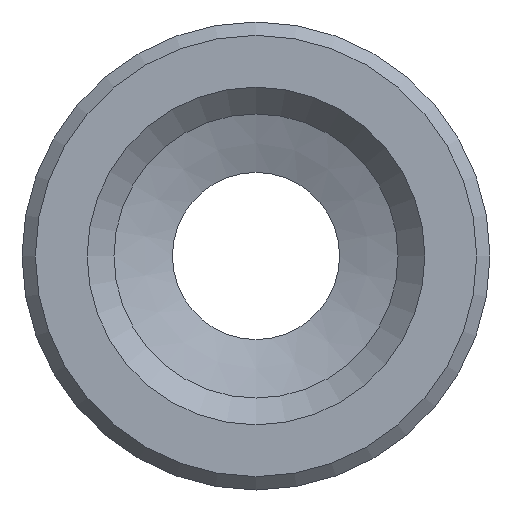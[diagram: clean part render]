
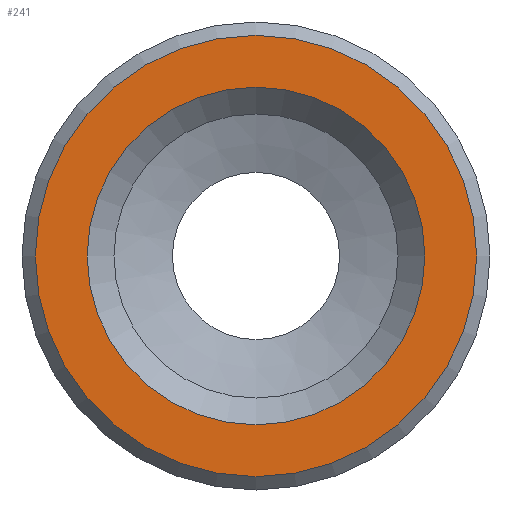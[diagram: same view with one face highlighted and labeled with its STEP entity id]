
A CAD part, front view. The second image highlights one B-rep face of the part: STEP entity #241.
In plain terms, the highlighted planar face has unit normal (0, -1, 0).
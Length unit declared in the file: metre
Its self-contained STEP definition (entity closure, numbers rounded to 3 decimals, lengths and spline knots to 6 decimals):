
#241 = ADVANCED_FACE( 'NONE', ( #585, #586 ), #587, .T. );
#585 = FACE_OUTER_BOUND( '', #1425, .T. );
#586 = FACE_BOUND( '', #1426, .T. );
#587 = PLANE( '', #1427 );
#1425 = EDGE_LOOP( '', ( #3083 ) );
#1426 = EDGE_LOOP( '', ( #3084 ) );
#1427 = AXIS2_PLACEMENT_3D( '', #3085, #3086, #3087 );
#3083 = ORIENTED_EDGE( '', *, *, #4002, .T. );
#3084 = ORIENTED_EDGE( '', *, *, #3765, .F. );
#3085 = CARTESIAN_POINT( '', ( 0., 0., 0. ) );
#3086 = DIRECTION( '', ( 0., -1., 0. ) );
#3087 = DIRECTION( '', ( 0., 0., -1. ) );
#3765 = EDGE_CURVE( 'NONE', #4235, #4235, #4236, .T. );
#4002 = EDGE_CURVE( 'NONE', #4631, #4631, #4632, .T. );
#4235 = VERTEX_POINT( '', #4980 );
#4236 = CIRCLE( '', #4981, 0.00505 );
#4631 = VERTEX_POINT( '', #6438 );
#4632 = CIRCLE( '', #6439, 0.0066 );
#4980 = CARTESIAN_POINT( '', ( 0., 0., -0.00505 ) );
#4981 = AXIS2_PLACEMENT_3D( '', #7141, #7142, #7143 );
#6438 = CARTESIAN_POINT( '', ( 0., 0., -0.0066 ) );
#6439 = AXIS2_PLACEMENT_3D( '', #7299, #7300, #7301 );
#7141 = CARTESIAN_POINT( '', ( 0., 0., 0. ) );
#7142 = DIRECTION( '', ( 0., -1., 0. ) );
#7143 = DIRECTION( '', ( 0., 0., -1. ) );
#7299 = CARTESIAN_POINT( '', ( 0., 0., 0. ) );
#7300 = DIRECTION( '', ( 0., -1., 0. ) );
#7301 = DIRECTION( '', ( 0., 0., -1. ) );
